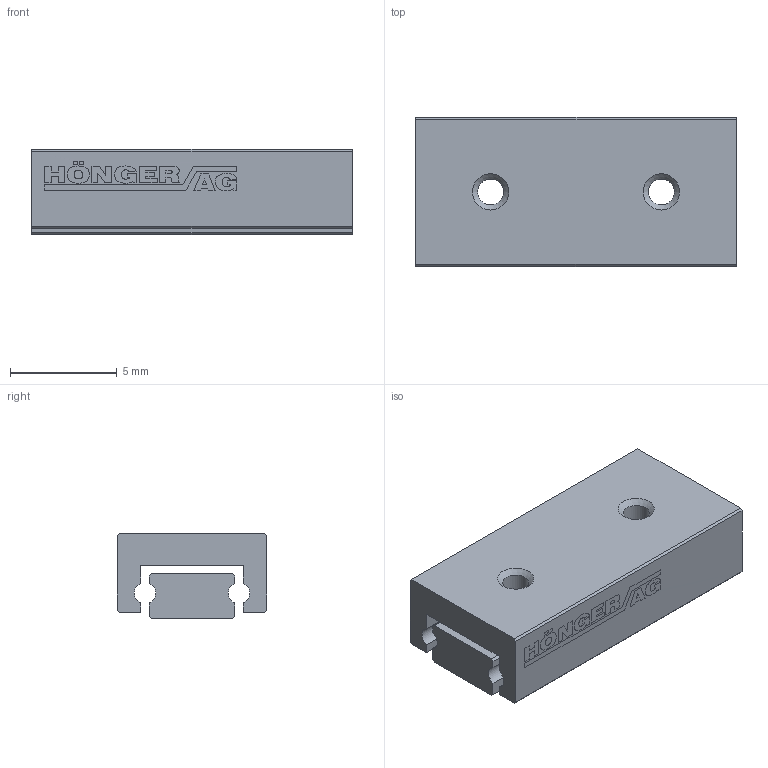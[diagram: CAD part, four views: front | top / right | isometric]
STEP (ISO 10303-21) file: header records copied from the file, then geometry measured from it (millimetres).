
FILE_DESCRIPTION(/* description */ (''),/* implementation_level */ '2;1');
FILE_NAME(/* name */ 'NDN 05-15.10.stp',/* time_stamp */ '2019-06-21T14:59:02+02:00',/* author */ ('Simon.Luternauer'),/* organization */ ('Hoenger AG'),/* preprocessor_version */ 'ST-DEVELOPER v17.2',/* originating_system */ 'Autodesk Inventor 2019',/* authorisation */ '');
FILE_SCHEMA (('AUTOMOTIVE_DESIGN { 1 0 10303 214 3 1 1 }'));
Length unit declared in the file: millimetre
Products named in the file (3): NDN 05-15.10; NDN 05-15.10-DP; NDN 05-15.10-TT
Assembly tree (2 placements, depth 2):
  NDN 05-15.10
    NDN 05-15.10-DP
    NDN 05-15.10-TT
Bounding box: 15 x 7 x 4 mm (x, y, z)
Volume: 334.4 mm3; surface area: 638.8 mm2
Topology: 2 solids, 2 shells, 56 faces, 240 edges, 202 vertices
Faces by surface type: plane 42, cylinder 8, cone 6
Full cylindrical faces by diameter (mm): 1.221 x4
Entity records: 2778 total; most frequent: CARTESIAN_POINT 604, ORIENTED_EDGE 480, DIRECTION 361, EDGE_CURVE 240, VERTEX_POINT 202, LINE 171, VECTOR 171, AXIS2_PLACEMENT_3D 95
